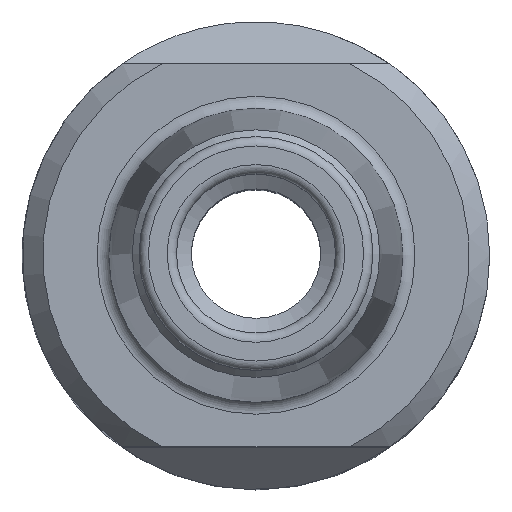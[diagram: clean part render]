
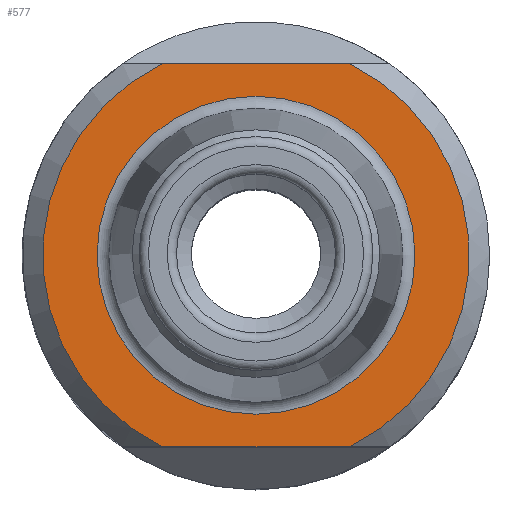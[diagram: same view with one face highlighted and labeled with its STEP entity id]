
A CAD part, top view. The second image highlights one B-rep face of the part: STEP entity #577.
In plain terms, the highlighted planar face has unit normal (0, 0, 1).
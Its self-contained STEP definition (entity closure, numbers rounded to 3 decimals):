
#49=LINE('',#803,#57);
#50=LINE('',#808,#58);
#57=VECTOR('',#677,1000.);
#58=VECTOR('',#680,1000.);
#65=ORIENTED_EDGE('',*,*,#147,.F.);
#66=ORIENTED_EDGE('',*,*,#148,.F.);
#67=ORIENTED_EDGE('',*,*,#149,.T.);
#68=ORIENTED_EDGE('',*,*,#150,.T.);
#69=ORIENTED_EDGE('',*,*,#151,.T.);
#147=EDGE_CURVE('',#188,#188,#223,.T.);
#148=EDGE_CURVE('',#189,#190,#49,.T.);
#149=EDGE_CURVE('',#189,#191,#224,.F.);
#150=EDGE_CURVE('',#191,#192,#50,.T.);
#151=EDGE_CURVE('',#192,#190,#225,.F.);
#188=VERTEX_POINT('',#802);
#189=VERTEX_POINT('',#804);
#190=VERTEX_POINT('',#805);
#191=VERTEX_POINT('',#807);
#192=VERTEX_POINT('',#809);
#223=CIRCLE('',#613,17.);
#224=CIRCLE('',#614,22.8);
#225=CIRCLE('',#615,22.8);
#250=EDGE_LOOP('',(#65));
#251=EDGE_LOOP('',(#66,#67,#68,#69));
#304=FACE_BOUND('',#250,.T.);
#305=FACE_BOUND('',#251,.T.);
#358=PLANE('',#612);
#577=ADVANCED_FACE('',(#304,#305),#358,.F.);
#612=AXIS2_PLACEMENT_3D('',#800,#673,#674);
#613=AXIS2_PLACEMENT_3D('',#801,#675,#676);
#614=AXIS2_PLACEMENT_3D('',#806,#678,#679);
#615=AXIS2_PLACEMENT_3D('',#810,#681,#682);
#673=DIRECTION('',(0.,0.,-1.));
#674=DIRECTION('',(-1.,0.,0.));
#675=DIRECTION('',(0.,0.,1.));
#676=DIRECTION('',(1.,0.,0.));
#677=DIRECTION('',(1.,0.,0.));
#678=DIRECTION('',(0.,0.,-1.));
#679=DIRECTION('',(-1.,0.,0.));
#680=DIRECTION('',(1.,0.,0.));
#681=DIRECTION('',(0.,0.,-1.));
#682=DIRECTION('',(-1.,0.,0.));
#800=CARTESIAN_POINT('',(17.901,0.,-6.5));
#801=CARTESIAN_POINT('',(0.,0.,-6.5));
#802=CARTESIAN_POINT('',(17.,0.,-6.5));
#803=CARTESIAN_POINT('',(17.901,20.5,-6.5));
#804=CARTESIAN_POINT('',(-9.979,20.5,-6.5));
#805=CARTESIAN_POINT('',(9.979,20.5,-6.5));
#806=CARTESIAN_POINT('',(0.,0.,-6.5));
#807=CARTESIAN_POINT('',(-9.979,-20.5,-6.5));
#808=CARTESIAN_POINT('',(17.901,-20.5,-6.5));
#809=CARTESIAN_POINT('',(9.979,-20.5,-6.5));
#810=CARTESIAN_POINT('',(0.,0.,-6.5));
